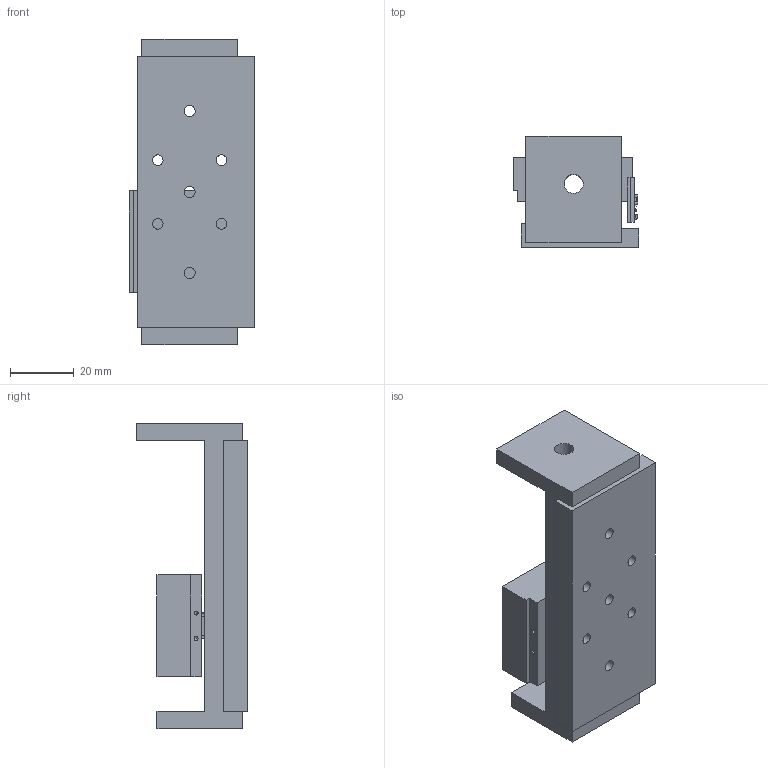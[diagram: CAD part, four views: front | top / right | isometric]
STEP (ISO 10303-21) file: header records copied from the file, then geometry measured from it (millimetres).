
FILE_DESCRIPTION(/* description */ (''),/* implementation_level */ '2;1');
FILE_NAME(/* name */ 'modified base+slider+linear encoder.stp',/* time_stamp */ '2021-06-18T16:25:05-07:00',/* author */ ('hongquanli'),/* organization */ (''),/* preprocessor_version */ 'ST-DEVELOPER v18',/* originating_system */ 'Autodesk Inventor 2020',/* authorisation */ '');
FILE_SCHEMA (('AUTOMOTIVE_DESIGN { 1 0 10303 214 3 1 1 }'));
Length unit declared in the file: millimetre
Products named in the file (4): Assembly 2021; base; slider; RLB2_8-3d
Assembly tree (3 placements, depth 2):
  Assembly 2021
    base
    slider
    RLB2_8-3d
Bounding box: 39.51 x 35 x 96 mm (x, y, z)
Volume: 46220 mm3; surface area: 20467.2 mm2
Topology: 3 solids, 6 shells, 298 faces, 844 edges, 569 vertices
Faces by surface type: plane 267, cylinder 27, cone 4
Full cylindrical faces by diameter (mm): 0.2 x3, 1.25 x4, 1.6 x2, 3.2 x2, 3.3 x4, 3.454 x3, 6 x7
Entity records: 9826 total; most frequent: CARTESIAN_POINT 1712, ORIENTED_EDGE 1674, DIRECTION 1534, EDGE_CURVE 837, LINE 756, VECTOR 756, VERTEX_POINT 565, AXIS2_PLACEMENT_3D 389
